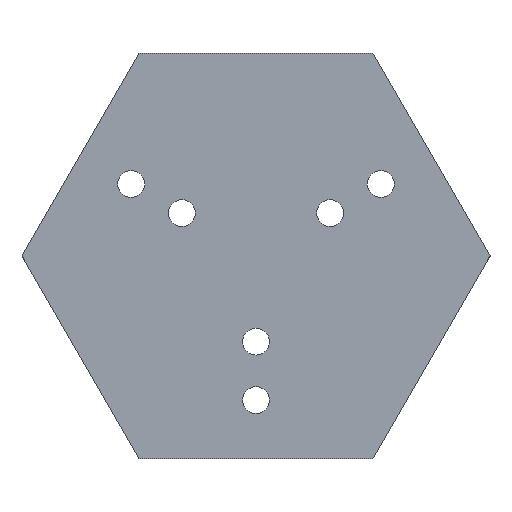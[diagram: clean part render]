
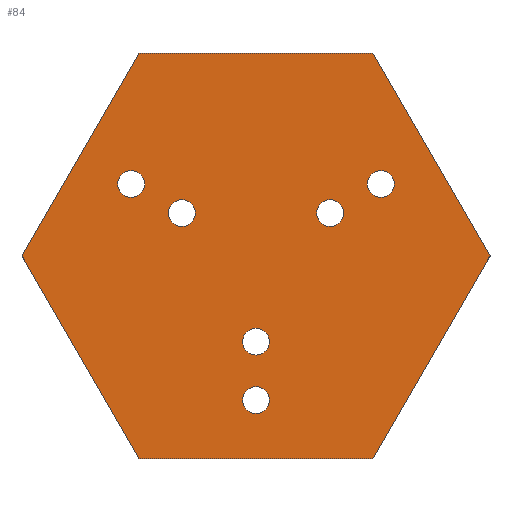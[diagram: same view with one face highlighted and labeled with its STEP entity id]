
A CAD part, top view. The second image highlights one B-rep face of the part: STEP entity #84.
In plain terms, the highlighted planar face has unit normal (0, 0, 1).
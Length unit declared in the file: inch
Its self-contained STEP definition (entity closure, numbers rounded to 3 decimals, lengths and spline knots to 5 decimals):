
#40=FACE_BOUND('',#112,.T.);
#41=FACE_BOUND('',#113,.T.);
#42=FACE_BOUND('',#114,.T.);
#43=FACE_BOUND('',#115,.T.);
#44=FACE_BOUND('',#116,.T.);
#45=FACE_BOUND('',#117,.T.);
#46=FACE_BOUND('',#118,.T.);
#66=CIRCLE('',#295,0.17185);
#67=CIRCLE('',#296,0.17185);
#68=CIRCLE('',#297,0.17185);
#69=CIRCLE('',#298,0.17185);
#70=CIRCLE('',#299,0.17185);
#71=CIRCLE('',#300,0.17185);
#84=ADVANCED_FACE('',(#40,#41,#42,#43,#44,#45,#46),#98,.F.);
#98=PLANE('',#301);
#112=EDGE_LOOP('',(#162));
#113=EDGE_LOOP('',(#163));
#114=EDGE_LOOP('',(#164));
#115=EDGE_LOOP('',(#165));
#116=EDGE_LOOP('',(#166));
#117=EDGE_LOOP('',(#167));
#118=EDGE_LOOP('',(#168,#169,#170,#171,#172,#173));
#162=ORIENTED_EDGE('',*,*,#240,.T.);
#163=ORIENTED_EDGE('',*,*,#241,.T.);
#164=ORIENTED_EDGE('',*,*,#242,.T.);
#165=ORIENTED_EDGE('',*,*,#243,.T.);
#166=ORIENTED_EDGE('',*,*,#244,.T.);
#167=ORIENTED_EDGE('',*,*,#245,.T.);
#168=ORIENTED_EDGE('',*,*,#239,.F.);
#169=ORIENTED_EDGE('',*,*,#236,.F.);
#170=ORIENTED_EDGE('',*,*,#233,.F.);
#171=ORIENTED_EDGE('',*,*,#230,.F.);
#172=ORIENTED_EDGE('',*,*,#227,.F.);
#173=ORIENTED_EDGE('',*,*,#224,.F.);
#200=VERTEX_POINT('',#392);
#201=VERTEX_POINT('',#394);
#203=VERTEX_POINT('',#400);
#205=VERTEX_POINT('',#406);
#207=VERTEX_POINT('',#412);
#209=VERTEX_POINT('',#418);
#210=VERTEX_POINT('',#425);
#211=VERTEX_POINT('',#427);
#212=VERTEX_POINT('',#429);
#213=VERTEX_POINT('',#431);
#214=VERTEX_POINT('',#433);
#215=VERTEX_POINT('',#435);
#224=EDGE_CURVE('',#200,#201,#254,.T.);
#227=EDGE_CURVE('',#201,#203,#257,.T.);
#230=EDGE_CURVE('',#203,#205,#260,.T.);
#233=EDGE_CURVE('',#205,#207,#263,.T.);
#236=EDGE_CURVE('',#207,#209,#266,.T.);
#239=EDGE_CURVE('',#209,#200,#269,.T.);
#240=EDGE_CURVE('',#210,#210,#66,.T.);
#241=EDGE_CURVE('',#211,#211,#67,.T.);
#242=EDGE_CURVE('',#212,#212,#68,.T.);
#243=EDGE_CURVE('',#213,#213,#69,.T.);
#244=EDGE_CURVE('',#214,#214,#70,.T.);
#245=EDGE_CURVE('',#215,#215,#71,.T.);
#254=LINE('',#393,#272);
#257=LINE('',#399,#275);
#260=LINE('',#405,#278);
#263=LINE('',#411,#281);
#266=LINE('',#417,#284);
#269=LINE('',#422,#287);
#272=VECTOR('',#319,1.);
#275=VECTOR('',#324,1.);
#278=VECTOR('',#329,1.);
#281=VECTOR('',#334,1.);
#284=VECTOR('',#339,1.);
#287=VECTOR('',#344,1.);
#295=AXIS2_PLACEMENT_3D('',#424,#347,#348);
#296=AXIS2_PLACEMENT_3D('',#426,#349,#350);
#297=AXIS2_PLACEMENT_3D('',#428,#351,#352);
#298=AXIS2_PLACEMENT_3D('',#430,#353,#354);
#299=AXIS2_PLACEMENT_3D('',#432,#355,#356);
#300=AXIS2_PLACEMENT_3D('',#434,#357,#358);
#301=AXIS2_PLACEMENT_3D('',#436,#359,#360);
#319=DIRECTION('',(0.5,-0.866,0.));
#324=DIRECTION('',(-0.5,-0.866,0.));
#329=DIRECTION('',(-1.,0.,0.));
#334=DIRECTION('',(-0.5,0.866,0.));
#339=DIRECTION('',(0.5,0.866,0.));
#344=DIRECTION('',(1.,0.,0.));
#347=DIRECTION('',(0.,0.,-1.));
#348=DIRECTION('',(-1.,0.,0.));
#349=DIRECTION('',(0.,0.,-1.));
#350=DIRECTION('',(-1.,0.,0.));
#351=DIRECTION('',(0.,0.,-1.));
#352=DIRECTION('',(-1.,0.,0.));
#353=DIRECTION('',(0.,0.,-1.));
#354=DIRECTION('',(-1.,0.,0.));
#355=DIRECTION('',(0.,0.,-1.));
#356=DIRECTION('',(-1.,0.,0.));
#357=DIRECTION('',(0.,0.,-1.));
#358=DIRECTION('',(-1.,0.,0.));
#359=DIRECTION('',(0.,0.,-1.));
#360=DIRECTION('',(-1.,0.,0.));
#392=CARTESIAN_POINT('',(1.5,5.19615,0.25));
#393=CARTESIAN_POINT('',(1.5,5.19615,0.25));
#394=CARTESIAN_POINT('',(3.,2.59808,0.25));
#399=CARTESIAN_POINT('',(3.,2.59808,0.25));
#400=CARTESIAN_POINT('',(1.5,0.,0.25));
#405=CARTESIAN_POINT('',(1.5,0.,0.25));
#406=CARTESIAN_POINT('',(-1.5,0.,0.25));
#411=CARTESIAN_POINT('',(-1.5,0.,0.25));
#412=CARTESIAN_POINT('',(-3.,2.59808,0.25));
#417=CARTESIAN_POINT('',(-3.,2.59808,0.25));
#418=CARTESIAN_POINT('',(-1.5,5.19615,0.25));
#422=CARTESIAN_POINT('',(0.,5.19615,0.25));
#424=CARTESIAN_POINT('',(1.60048,3.52211,0.25));
#425=CARTESIAN_POINT('',(1.42863,3.52211,0.25));
#426=CARTESIAN_POINT('',(0.95096,3.14711,0.25));
#427=CARTESIAN_POINT('',(0.77911,3.14711,0.25));
#428=CARTESIAN_POINT('',(0.,1.5,0.25));
#429=CARTESIAN_POINT('',(-0.17185,1.5,0.25));
#430=CARTESIAN_POINT('',(0.,0.75,0.25));
#431=CARTESIAN_POINT('',(-0.17185,0.75,0.25));
#432=CARTESIAN_POINT('',(-0.95096,3.14711,0.25));
#433=CARTESIAN_POINT('',(-1.12281,3.14711,0.25));
#434=CARTESIAN_POINT('',(-1.60048,3.52211,0.25));
#435=CARTESIAN_POINT('',(-1.77233,3.52211,0.25));
#436=CARTESIAN_POINT('',(0.,0.,0.25));
